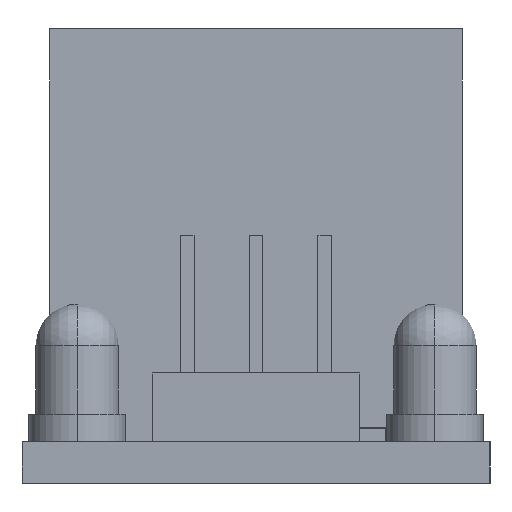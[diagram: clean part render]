
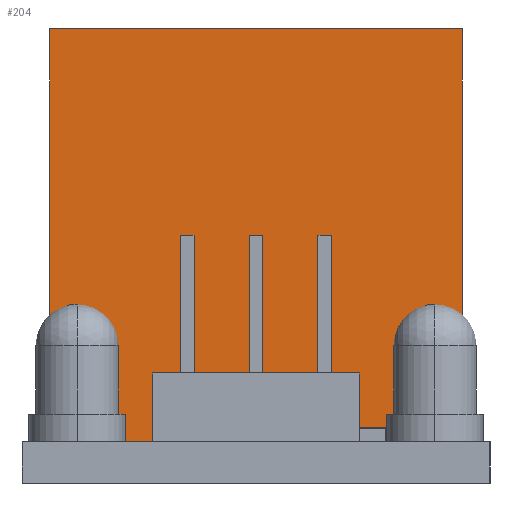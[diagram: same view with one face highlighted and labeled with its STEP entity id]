
A CAD part, left-side view. The second image highlights one B-rep face of the part: STEP entity #204.
In plain terms, the highlighted planar face has unit normal (-1, 0, 0).
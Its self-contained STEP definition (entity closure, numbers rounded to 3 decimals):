
#126 = LINE ( 'NONE', #2900, #5766 ) ;
#172 = EDGE_CURVE ( 'NONE', #3480, #1096, #924, .T. ) ;
#200 = DIRECTION ( 'NONE',  ( 0., 1., 0. ) ) ;
#204 = ADVANCED_FACE ( 'NONE', ( #4298 ), #225, .F. ) ;
#225 = PLANE ( 'NONE',  #4049 ) ;
#289 = DIRECTION ( 'NONE',  ( 0., 0., -1. ) ) ;
#318 = CARTESIAN_POINT ( 'NONE',  ( 14., 1., 16.5 ) ) ;
#556 = DIRECTION ( 'NONE',  ( 0., -1., 0. ) ) ;
#924 = LINE ( 'NONE', #4682, #3950 ) ;
#1096 = VERTEX_POINT ( 'NONE', #5331 ) ;
#1273 = VERTEX_POINT ( 'NONE', #1525 ) ;
#1507 = CARTESIAN_POINT ( 'NONE',  ( 14., 16., 1.5 ) ) ;
#1508 = VECTOR ( 'NONE', #289, 1000. ) ;
#1525 = CARTESIAN_POINT ( 'NONE',  ( 14., 16., 1.5 ) ) ;
#1545 = DIRECTION ( 'NONE',  ( 1., 0., 0. ) ) ;
#1978 = CARTESIAN_POINT ( 'NONE',  ( 14., 16., 16.5 ) ) ;
#2146 = ORIENTED_EDGE ( 'NONE', *, *, #172, .F. ) ;
#2378 = ORIENTED_EDGE ( 'NONE', *, *, #5569, .F. ) ;
#2481 = VECTOR ( 'NONE', #3329, 1000. ) ;
#2780 = CARTESIAN_POINT ( 'NONE',  ( 14., 16., 16.5 ) ) ;
#2900 = CARTESIAN_POINT ( 'NONE',  ( 14., 16., 16.5 ) ) ;
#3268 = ORIENTED_EDGE ( 'NONE', *, *, #3883, .T. ) ;
#3329 = DIRECTION ( 'NONE',  ( 0., -1., 0. ) ) ;
#3480 = VERTEX_POINT ( 'NONE', #2780 ) ;
#3605 = CARTESIAN_POINT ( 'NONE',  ( 14., 1., 1.5 ) ) ;
#3642 = EDGE_CURVE ( 'NONE', #1273, #5724, #3834, .T. ) ;
#3834 = LINE ( 'NONE', #1507, #2481 ) ;
#3883 = EDGE_CURVE ( 'NONE', #3480, #1273, #126, .T. ) ;
#3950 = VECTOR ( 'NONE', #556, 1000. ) ;
#4049 = AXIS2_PLACEMENT_3D ( 'NONE', #1978, #1545, #200 ) ;
#4192 = DIRECTION ( 'NONE',  ( 0., 0., -1. ) ) ;
#4298 = FACE_OUTER_BOUND ( 'NONE', #4543, .T. ) ;
#4543 = EDGE_LOOP ( 'NONE', ( #5543, #2378, #2146, #3268 ) ) ;
#4682 = CARTESIAN_POINT ( 'NONE',  ( 14., 16., 16.5 ) ) ;
#5331 = CARTESIAN_POINT ( 'NONE',  ( 14., 1., 16.5 ) ) ;
#5353 = LINE ( 'NONE', #318, #1508 ) ;
#5543 = ORIENTED_EDGE ( 'NONE', *, *, #3642, .T. ) ;
#5569 = EDGE_CURVE ( 'NONE', #1096, #5724, #5353, .T. ) ;
#5724 = VERTEX_POINT ( 'NONE', #3605 ) ;
#5766 = VECTOR ( 'NONE', #4192, 1000. ) ;
